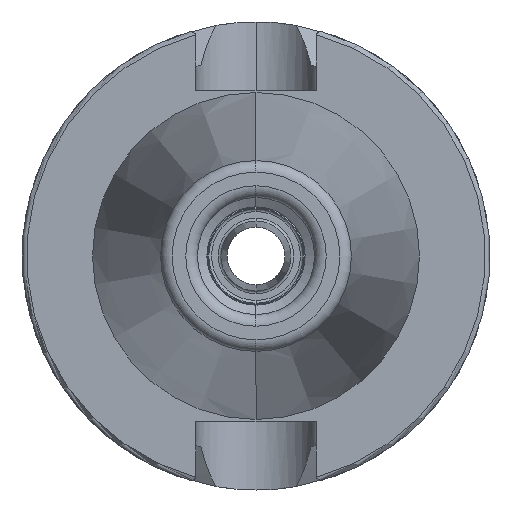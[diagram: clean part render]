
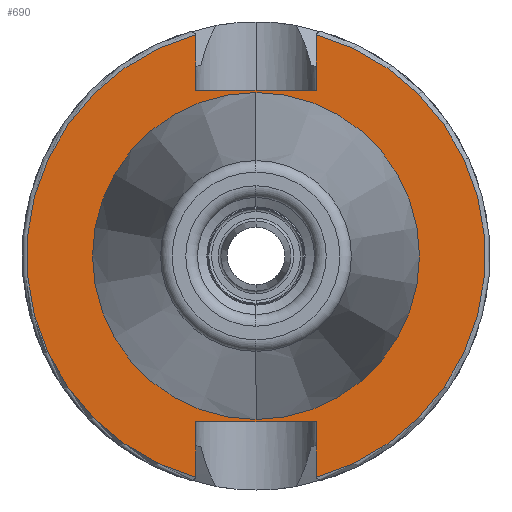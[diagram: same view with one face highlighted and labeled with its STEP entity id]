
A CAD part, left-side view. The second image highlights one B-rep face of the part: STEP entity #690.
In plain terms, the highlighted planar face has unit normal (-1, 0, 0).
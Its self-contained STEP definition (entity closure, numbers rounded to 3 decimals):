
#17 = VERTEX_POINT ( 'NONE', #255 ) ;
#59 = DIRECTION ( 'NONE',  ( 0., 0., -1. ) ) ;
#80 = CARTESIAN_POINT ( 'NONE',  ( 3., 0., 34.925 ) ) ;
#81 = EDGE_CURVE ( 'NONE', #506, #2668, #2182, .T. ) ;
#107 = EDGE_CURVE ( 'NONE', #2756, #1897, #2188, .T. ) ;
#111 = EDGE_CURVE ( 'NONE', #2963, #1897, #2147, .T. ) ;
#255 = CARTESIAN_POINT ( 'NONE',  ( 3., 12.85, -35.4 ) ) ;
#328 = CARTESIAN_POINT ( 'NONE',  ( 3., -12.85, 35.4 ) ) ;
#332 = AXIS2_PLACEMENT_3D ( 'NONE', #1340, #1612, #1542 ) ;
#366 = CARTESIAN_POINT ( 'NONE',  ( 3., 12.85, 47.285 ) ) ;
#408 = CARTESIAN_POINT ( 'NONE',  ( 3., 12.85, -35.4 ) ) ;
#444 = CARTESIAN_POINT ( 'NONE',  ( 3., 0., -34.925 ) ) ;
#470 = VERTEX_POINT ( 'NONE', #366 ) ;
#506 = VERTEX_POINT ( 'NONE', #80 ) ;
#535 = VECTOR ( 'NONE', #59, 1000. ) ;
#539 = LINE ( 'NONE', #408, #535 ) ;
#564 = CARTESIAN_POINT ( 'NONE',  ( 3., -12.85, -35.4 ) ) ;
#579 = DIRECTION ( 'NONE',  ( 0., -1., 0. ) ) ;
#593 = CIRCLE ( 'NONE', #2627, 49. ) ;
#690 = ADVANCED_FACE ( 'NONE', ( #1912, #1925 ), #1482, .T. ) ;
#875 = CARTESIAN_POINT ( 'NONE',  ( 3., 0., 0. ) ) ;
#885 = LINE ( 'NONE', #2003, #899 ) ;
#886 = DIRECTION ( 'NONE',  ( 1., 0., 0. ) ) ;
#893 = DIRECTION ( 'NONE',  ( 0., 0., -1. ) ) ;
#899 = VECTOR ( 'NONE', #2045, 1000. ) ;
#941 = CARTESIAN_POINT ( 'NONE',  ( 3., -12.85, -35.4 ) ) ;
#960 = DIRECTION ( 'NONE',  ( 0., 0., -1. ) ) ;
#973 = CARTESIAN_POINT ( 'NONE',  ( 3., -12.85, 35.4 ) ) ;
#1058 = VECTOR ( 'NONE', #2611, 1000. ) ;
#1070 = LINE ( 'NONE', #2749, #1058 ) ;
#1076 = VECTOR ( 'NONE', #3003, 1000. ) ;
#1077 = LINE ( 'NONE', #328, #1076 ) ;
#1230 = DIRECTION ( 'NONE',  ( 0., 0., -1. ) ) ;
#1242 = DIRECTION ( 'NONE',  ( 1., 0., 0. ) ) ;
#1297 = CARTESIAN_POINT ( 'NONE',  ( 3., 0., 0. ) ) ;
#1301 = CARTESIAN_POINT ( 'NONE',  ( 3., 0., 0. ) ) ;
#1314 = DIRECTION ( 'NONE',  ( 1., 0., 0. ) ) ;
#1322 = DIRECTION ( 'NONE',  ( 0., 0., -1. ) ) ;
#1332 = AXIS2_PLACEMENT_3D ( 'NONE', #1500, #1466, #1433 ) ;
#1340 = CARTESIAN_POINT ( 'NONE',  ( 3., 49., 0. ) ) ;
#1351 = AXIS2_PLACEMENT_3D ( 'NONE', #875, #886, #893 ) ;
#1433 = DIRECTION ( 'NONE',  ( 0., 0., -1. ) ) ;
#1466 = DIRECTION ( 'NONE',  ( 1., 0., 0. ) ) ;
#1482 = PLANE ( 'NONE',  #332 ) ;
#1500 = CARTESIAN_POINT ( 'NONE',  ( 3., 0., 0. ) ) ;
#1505 = CARTESIAN_POINT ( 'NONE',  ( 3., -12.85, -35.4 ) ) ;
#1511 = EDGE_CURVE ( 'NONE', #17, #2756, #1699, .T. ) ;
#1542 = DIRECTION ( 'NONE',  ( 0., 0., 1. ) ) ;
#1567 = CIRCLE ( 'NONE', #1976, 34.925 ) ;
#1612 = DIRECTION ( 'NONE',  ( -1., 0., 0. ) ) ;
#1699 = LINE ( 'NONE', #564, #1701 ) ;
#1701 = VECTOR ( 'NONE', #579, 1000. ) ;
#1734 = CARTESIAN_POINT ( 'NONE',  ( 3., 12.85, -47.285 ) ) ;
#1774 = VERTEX_POINT ( 'NONE', #973 ) ;
#1778 = EDGE_CURVE ( 'NONE', #2668, #506, #1567, .T. ) ;
#1852 = VERTEX_POINT ( 'NONE', #1876 ) ;
#1876 = CARTESIAN_POINT ( 'NONE',  ( 3., 12.85, 35.4 ) ) ;
#1897 = VERTEX_POINT ( 'NONE', #2317 ) ;
#1912 = FACE_BOUND ( 'NONE', #2796, .T. ) ;
#1925 = FACE_OUTER_BOUND ( 'NONE', #2977, .T. ) ;
#1935 = ORIENTED_EDGE ( 'NONE', *, *, #3038, .F. ) ;
#1939 = ORIENTED_EDGE ( 'NONE', *, *, #2978, .F. ) ;
#1960 = ORIENTED_EDGE ( 'NONE', *, *, #2605, .T. ) ;
#1962 = ORIENTED_EDGE ( 'NONE', *, *, #2416, .F. ) ;
#1963 = ORIENTED_EDGE ( 'NONE', *, *, #2366, .F. ) ;
#1971 = ORIENTED_EDGE ( 'NONE', *, *, #111, .F. ) ;
#1976 = AXIS2_PLACEMENT_3D ( 'NONE', #1301, #1314, #1322 ) ;
#1979 = ORIENTED_EDGE ( 'NONE', *, *, #107, .T. ) ;
#1994 = ORIENTED_EDGE ( 'NONE', *, *, #1511, .T. ) ;
#1998 = ORIENTED_EDGE ( 'NONE', *, *, #81, .T. ) ;
#2001 = ORIENTED_EDGE ( 'NONE', *, *, #1778, .T. ) ;
#2003 = CARTESIAN_POINT ( 'NONE',  ( 3., 12.85, 35.4 ) ) ;
#2008 = CARTESIAN_POINT ( 'NONE',  ( 3., -12.85, 47.285 ) ) ;
#2045 = DIRECTION ( 'NONE',  ( 0., 0., 1. ) ) ;
#2147 = CIRCLE ( 'NONE', #1332, 49. ) ;
#2174 = VECTOR ( 'NONE', #960, 1000. ) ;
#2182 = CIRCLE ( 'NONE', #1351, 34.925 ) ;
#2188 = LINE ( 'NONE', #941, #2174 ) ;
#2317 = CARTESIAN_POINT ( 'NONE',  ( 3., -12.85, -47.285 ) ) ;
#2366 = EDGE_CURVE ( 'NONE', #1774, #2963, #1077, .T. ) ;
#2416 = EDGE_CURVE ( 'NONE', #1852, #1774, #1070, .T. ) ;
#2605 = EDGE_CURVE ( 'NONE', #1852, #470, #885, .T. ) ;
#2611 = DIRECTION ( 'NONE',  ( 0., -1., 0. ) ) ;
#2627 = AXIS2_PLACEMENT_3D ( 'NONE', #1297, #1242, #1230 ) ;
#2668 = VERTEX_POINT ( 'NONE', #444 ) ;
#2749 = CARTESIAN_POINT ( 'NONE',  ( 3., -12.85, 35.4 ) ) ;
#2756 = VERTEX_POINT ( 'NONE', #1505 ) ;
#2796 = EDGE_LOOP ( 'NONE', ( #2001, #1998 ) ) ;
#2963 = VERTEX_POINT ( 'NONE', #2008 ) ;
#2969 = VERTEX_POINT ( 'NONE', #1734 ) ;
#2977 = EDGE_LOOP ( 'NONE', ( #1994, #1979, #1971, #1963, #1962, #1960, #1939, #1935 ) ) ;
#2978 = EDGE_CURVE ( 'NONE', #2969, #470, #593, .T. ) ;
#3003 = DIRECTION ( 'NONE',  ( 0., 0., 1. ) ) ;
#3038 = EDGE_CURVE ( 'NONE', #17, #2969, #539, .T. ) ;
